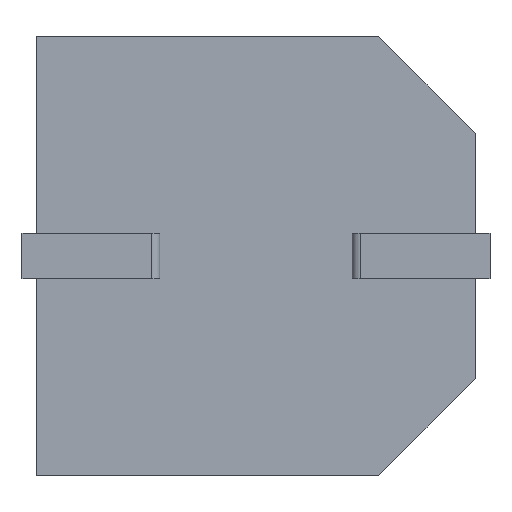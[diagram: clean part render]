
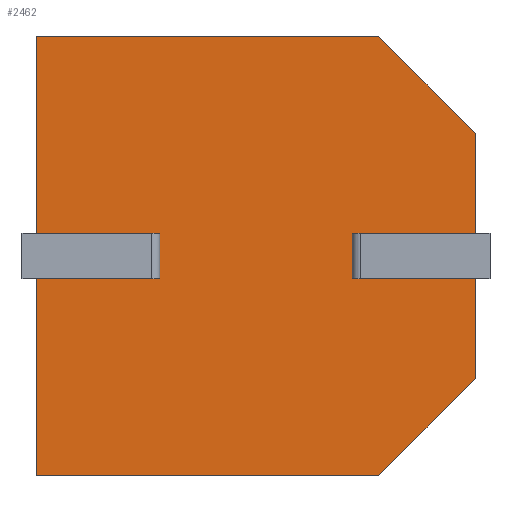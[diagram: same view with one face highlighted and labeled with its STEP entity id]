
A CAD part, front view. The second image highlights one B-rep face of the part: STEP entity #2462.
In plain terms, the highlighted planar face has unit normal (0, -1, 0).
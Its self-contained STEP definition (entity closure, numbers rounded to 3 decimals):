
#1 = EDGE_CURVE ( 'NONE', #1959, #72, #3210, .T. ) ;
#72 = VERTEX_POINT ( 'NONE', #2544 ) ;
#80 = CARTESIAN_POINT ( 'NONE',  ( 8.185, 0., -10.5 ) ) ;
#116 = LINE ( 'NONE', #2984, #1729 ) ;
#154 = LINE ( 'NONE', #2026, #2994 ) ;
#193 = ORIENTED_EDGE ( 'NONE', *, *, #3294, .T. ) ;
#245 = VECTOR ( 'NONE', #1796, 1000. ) ;
#273 = ORIENTED_EDGE ( 'NONE', *, *, #1036, .T. ) ;
#275 = CARTESIAN_POINT ( 'NONE',  ( 0., 0., -4.7 ) ) ;
#370 = LINE ( 'NONE', #2250, #606 ) ;
#386 = CARTESIAN_POINT ( 'NONE',  ( 2.95, 0., -5.8 ) ) ;
#400 = ORIENTED_EDGE ( 'NONE', *, *, #611, .T. ) ;
#401 = DIRECTION ( 'NONE',  ( 0., 0., 1. ) ) ;
#429 = CARTESIAN_POINT ( 'NONE',  ( 0., 0., 0. ) ) ;
#480 = VERTEX_POINT ( 'NONE', #429 ) ;
#517 = EDGE_CURVE ( 'NONE', #2610, #525, #718, .T. ) ;
#525 = VERTEX_POINT ( 'NONE', #275 ) ;
#606 = VECTOR ( 'NONE', #3273, 1000. ) ;
#611 = EDGE_CURVE ( 'NONE', #2385, #2377, #2680, .T. ) ;
#620 = LINE ( 'NONE', #386, #1900 ) ;
#639 = ORIENTED_EDGE ( 'NONE', *, *, #1455, .T. ) ;
#666 = EDGE_CURVE ( 'NONE', #1212, #1071, #1929, .T. ) ;
#685 = DIRECTION ( 'NONE',  ( 1., 0., 0. ) ) ;
#716 = VECTOR ( 'NONE', #3324, 1000. ) ;
#718 = LINE ( 'NONE', #2662, #1587 ) ;
#731 = VECTOR ( 'NONE', #2647, 1000. ) ;
#768 = CARTESIAN_POINT ( 'NONE',  ( 0., 0., -10.5 ) ) ;
#824 = DIRECTION ( 'NONE',  ( 0., 1., 0. ) ) ;
#827 = DIRECTION ( 'NONE',  ( 1., 0., 0. ) ) ;
#878 = ORIENTED_EDGE ( 'NONE', *, *, #2197, .T. ) ;
#883 = VECTOR ( 'NONE', #2293, 1000. ) ;
#907 = CARTESIAN_POINT ( 'NONE',  ( 0., 0., 0. ) ) ;
#908 = VERTEX_POINT ( 'NONE', #80 ) ;
#944 = VERTEX_POINT ( 'NONE', #1124 ) ;
#966 = EDGE_LOOP ( 'NONE', ( #1652, #2043, #878, #3344, #3099, #2390, #193, #2098, #2879, #400, #639, #2147, #273, #1494 ) ) ;
#969 = LINE ( 'NONE', #1514, #716 ) ;
#985 = EDGE_CURVE ( 'NONE', #944, #908, #3146, .T. ) ;
#996 = CARTESIAN_POINT ( 'NONE',  ( 0., 0., -5.8 ) ) ;
#1001 = LINE ( 'NONE', #3114, #245 ) ;
#1036 = EDGE_CURVE ( 'NONE', #908, #2945, #1001, .T. ) ;
#1052 = CARTESIAN_POINT ( 'NONE',  ( 7.55, 0., -5.8 ) ) ;
#1071 = VERTEX_POINT ( 'NONE', #2923 ) ;
#1083 = CARTESIAN_POINT ( 'NONE',  ( 10.5, 0., 0. ) ) ;
#1088 = EDGE_CURVE ( 'NONE', #72, #2945, #1917, .T. ) ;
#1100 = DIRECTION ( 'NONE',  ( -1., 0., 0. ) ) ;
#1124 = CARTESIAN_POINT ( 'NONE',  ( 0., 0., -10.5 ) ) ;
#1212 = VERTEX_POINT ( 'NONE', #2722 ) ;
#1258 = VERTEX_POINT ( 'NONE', #1986 ) ;
#1449 = DIRECTION ( 'NONE',  ( 0., 0., -1. ) ) ;
#1455 = EDGE_CURVE ( 'NONE', #2377, #944, #3209, .T. ) ;
#1494 = ORIENTED_EDGE ( 'NONE', *, *, #1088, .F. ) ;
#1514 = CARTESIAN_POINT ( 'NONE',  ( 0., 0., 0. ) ) ;
#1515 = VECTOR ( 'NONE', #3037, 1000. ) ;
#1524 = CARTESIAN_POINT ( 'NONE',  ( 7.55, 0., -4.7 ) ) ;
#1555 = VECTOR ( 'NONE', #2974, 1000. ) ;
#1587 = VECTOR ( 'NONE', #2601, 1000. ) ;
#1637 = EDGE_CURVE ( 'NONE', #1212, #1258, #116, .T. ) ;
#1652 = ORIENTED_EDGE ( 'NONE', *, *, #1, .F. ) ;
#1729 = VECTOR ( 'NONE', #1994, 1000. ) ;
#1796 = DIRECTION ( 'NONE',  ( 0.707, 0., 0.707 ) ) ;
#1854 = PLANE ( 'NONE',  #2996 ) ;
#1900 = VECTOR ( 'NONE', #401, 1000. ) ;
#1909 = DIRECTION ( 'NONE',  ( 0., 0., 1. ) ) ;
#1917 = LINE ( 'NONE', #1083, #1555 ) ;
#1929 = LINE ( 'NONE', #2579, #1515 ) ;
#1959 = VERTEX_POINT ( 'NONE', #1052 ) ;
#1986 = CARTESIAN_POINT ( 'NONE',  ( 10.5, 0., -4.7 ) ) ;
#1994 = DIRECTION ( 'NONE',  ( 0., 0., -1. ) ) ;
#2026 = CARTESIAN_POINT ( 'NONE',  ( 7.55, 0., -4.7 ) ) ;
#2039 = EDGE_CURVE ( 'NONE', #2385, #2610, #620, .T. ) ;
#2043 = ORIENTED_EDGE ( 'NONE', *, *, #2848, .T. ) ;
#2071 = CARTESIAN_POINT ( 'NONE',  ( 2.95, 0., -5.8 ) ) ;
#2098 = ORIENTED_EDGE ( 'NONE', *, *, #517, .F. ) ;
#2147 = ORIENTED_EDGE ( 'NONE', *, *, #985, .T. ) ;
#2197 = EDGE_CURVE ( 'NONE', #2373, #1258, #154, .T. ) ;
#2198 = CARTESIAN_POINT ( 'NONE',  ( 2.95, 0., -5.8 ) ) ;
#2250 = CARTESIAN_POINT ( 'NONE',  ( 7.55, 0., -5.8 ) ) ;
#2263 = VECTOR ( 'NONE', #827, 1000. ) ;
#2284 = EDGE_CURVE ( 'NONE', #480, #1071, #2561, .T. ) ;
#2293 = DIRECTION ( 'NONE',  ( 1., 0., 0. ) ) ;
#2373 = VERTEX_POINT ( 'NONE', #1524 ) ;
#2377 = VERTEX_POINT ( 'NONE', #996 ) ;
#2385 = VERTEX_POINT ( 'NONE', #2071 ) ;
#2390 = ORIENTED_EDGE ( 'NONE', *, *, #2284, .F. ) ;
#2462 = ADVANCED_FACE ( 'NONE', ( #2698 ), #1854, .F. ) ;
#2544 = CARTESIAN_POINT ( 'NONE',  ( 10.5, 0., -5.8 ) ) ;
#2561 = LINE ( 'NONE', #907, #883 ) ;
#2579 = CARTESIAN_POINT ( 'NONE',  ( 8.185, 0., 0. ) ) ;
#2601 = DIRECTION ( 'NONE',  ( -1., 0., 0. ) ) ;
#2610 = VERTEX_POINT ( 'NONE', #2828 ) ;
#2647 = DIRECTION ( 'NONE',  ( 1., 0., 0. ) ) ;
#2662 = CARTESIAN_POINT ( 'NONE',  ( 2.95, 0., -4.7 ) ) ;
#2680 = LINE ( 'NONE', #2198, #2916 ) ;
#2698 = FACE_OUTER_BOUND ( 'NONE', #966, .T. ) ;
#2722 = CARTESIAN_POINT ( 'NONE',  ( 10.5, 0., -2.315 ) ) ;
#2782 = CARTESIAN_POINT ( 'NONE',  ( 0., 0., 0. ) ) ;
#2828 = CARTESIAN_POINT ( 'NONE',  ( 2.95, 0., -4.7 ) ) ;
#2848 = EDGE_CURVE ( 'NONE', #1959, #2373, #370, .T. ) ;
#2879 = ORIENTED_EDGE ( 'NONE', *, *, #2039, .F. ) ;
#2903 = CARTESIAN_POINT ( 'NONE',  ( 0., 0., 0. ) ) ;
#2916 = VECTOR ( 'NONE', #1100, 1000. ) ;
#2917 = CARTESIAN_POINT ( 'NONE',  ( 10.5, 0., -8.185 ) ) ;
#2923 = CARTESIAN_POINT ( 'NONE',  ( 8.185, 0., 0. ) ) ;
#2938 = CARTESIAN_POINT ( 'NONE',  ( 7.55, 0., -5.8 ) ) ;
#2945 = VERTEX_POINT ( 'NONE', #2917 ) ;
#2951 = VECTOR ( 'NONE', #1449, 1000. ) ;
#2974 = DIRECTION ( 'NONE',  ( 0., 0., -1. ) ) ;
#2984 = CARTESIAN_POINT ( 'NONE',  ( 10.5, 0., 0. ) ) ;
#2994 = VECTOR ( 'NONE', #685, 1000. ) ;
#2996 = AXIS2_PLACEMENT_3D ( 'NONE', #2903, #824, #1909 ) ;
#3037 = DIRECTION ( 'NONE',  ( -0.707, 0., 0.707 ) ) ;
#3099 = ORIENTED_EDGE ( 'NONE', *, *, #666, .T. ) ;
#3114 = CARTESIAN_POINT ( 'NONE',  ( 10.5, 0., -8.185 ) ) ;
#3146 = LINE ( 'NONE', #768, #731 ) ;
#3209 = LINE ( 'NONE', #2782, #2951 ) ;
#3210 = LINE ( 'NONE', #2938, #2263 ) ;
#3273 = DIRECTION ( 'NONE',  ( 0., 0., 1. ) ) ;
#3294 = EDGE_CURVE ( 'NONE', #480, #525, #969, .T. ) ;
#3324 = DIRECTION ( 'NONE',  ( 0., 0., -1. ) ) ;
#3344 = ORIENTED_EDGE ( 'NONE', *, *, #1637, .F. ) ;
